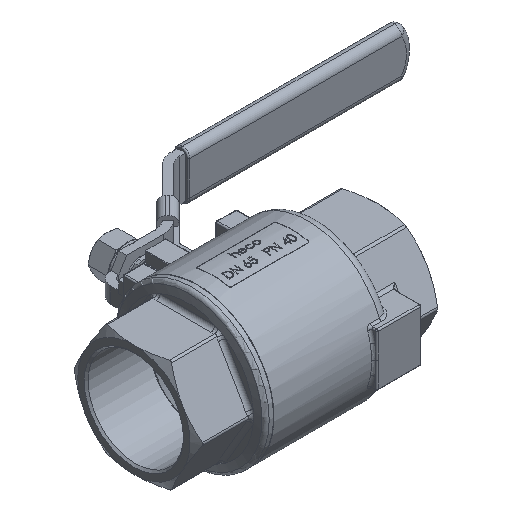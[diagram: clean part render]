
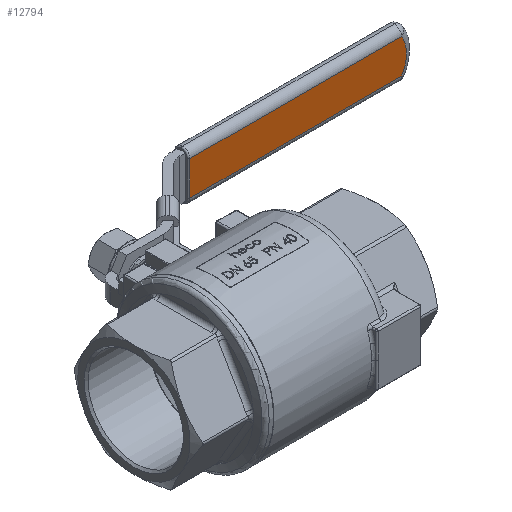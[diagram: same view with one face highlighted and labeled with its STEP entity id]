
A CAD part, isometric view. The second image highlights one B-rep face of the part: STEP entity #12794.
In plain terms, the highlighted planar face has unit normal (0, -1, 0).
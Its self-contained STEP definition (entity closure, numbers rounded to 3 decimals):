
#12144 = VERTEX_POINT ( 'NONE', #39470 ) ;
#12149 = VERTEX_POINT ( 'NONE', #39478 ) ;
#12158 = VERTEX_POINT ( 'NONE', #39493 ) ;
#12160 = VERTEX_POINT ( 'NONE', #39495 ) ;
#12794 = ADVANCED_FACE ( 'NONE', ( #40231 ), #40261, .F. ) ;
#13203 = EDGE_LOOP ( 'NONE', ( #15017, #15018, #15019, #15020 ) ) ;
#14354 = EDGE_CURVE ( 'NONE', #12144, #12149, #46795, .T. ) ;
#14366 = EDGE_CURVE ( 'NONE', #12149, #12158, #48207, .T. ) ;
#14367 = EDGE_CURVE ( 'NONE', #12158, #12160, #48224, .T. ) ;
#14368 = EDGE_CURVE ( 'NONE', #12160, #12144, #48228, .T. ) ;
#15017 = ORIENTED_EDGE ( 'NONE', *, *, #14366, .T. ) ;
#15018 = ORIENTED_EDGE ( 'NONE', *, *, #14367, .T. ) ;
#15019 = ORIENTED_EDGE ( 'NONE', *, *, #14368, .T. ) ;
#15020 = ORIENTED_EDGE ( 'NONE', *, *, #14354, .T. ) ;
#39470 = CARTESIAN_POINT ( 'NONE',  ( 240.767, 130.5, -13. ) ) ;
#39478 = CARTESIAN_POINT ( 'NONE',  ( 240.767, 130.5, 13. ) ) ;
#39493 = CARTESIAN_POINT ( 'NONE',  ( 80.426, 130.5, 13. ) ) ;
#39495 = CARTESIAN_POINT ( 'NONE',  ( 80.426, 130.5, -13. ) ) ;
#40231 = FACE_OUTER_BOUND ( 'NONE', #13203, .T. ) ;
#40261 = PLANE ( 'NONE',  #40793 ) ;
#40282 = CARTESIAN_POINT ( 'NONE',  ( 250., 130.5, 18.5 ) ) ;
#40284 = DIRECTION ( 'NONE',  ( 0., 1., 0. ) ) ;
#40286 = DIRECTION ( 'NONE',  ( 0., 0., 1. ) ) ;
#40793 = AXIS2_PLACEMENT_3D ( 'NONE', #40282, #40284, #40286 ) ;
#46795 = CIRCLE ( 'NONE', #46800, 24.5 ) ;
#46800 = AXIS2_PLACEMENT_3D ( 'NONE', #48181, #48182, #48183 ) ;
#46821 = VECTOR ( 'NONE', #48223, 1000. ) ;
#46823 = VECTOR ( 'NONE', #48226, 1000. ) ;
#46824 = VECTOR ( 'NONE', #48230, 1000. ) ;
#48181 = CARTESIAN_POINT ( 'NONE',  ( 220., 130.5, 0. ) ) ;
#48182 = DIRECTION ( 'NONE',  ( 0., -1., 0. ) ) ;
#48183 = DIRECTION ( 'NONE',  ( 0., 0., 1. ) ) ;
#48207 = LINE ( 'NONE', #48215, #46821 ) ;
#48215 = CARTESIAN_POINT ( 'NONE',  ( 250., 130.5, 13. ) ) ;
#48223 = DIRECTION ( 'NONE',  ( -1., 0., 0. ) ) ;
#48224 = LINE ( 'NONE', #48225, #46823 ) ;
#48225 = CARTESIAN_POINT ( 'NONE',  ( 80.426, 130.5, 18.5 ) ) ;
#48226 = DIRECTION ( 'NONE',  ( 0., 0., -1. ) ) ;
#48228 = LINE ( 'NONE', #48229, #46824 ) ;
#48229 = CARTESIAN_POINT ( 'NONE',  ( 243.617, 130.5, -13. ) ) ;
#48230 = DIRECTION ( 'NONE',  ( 1., 0., 0. ) ) ;
